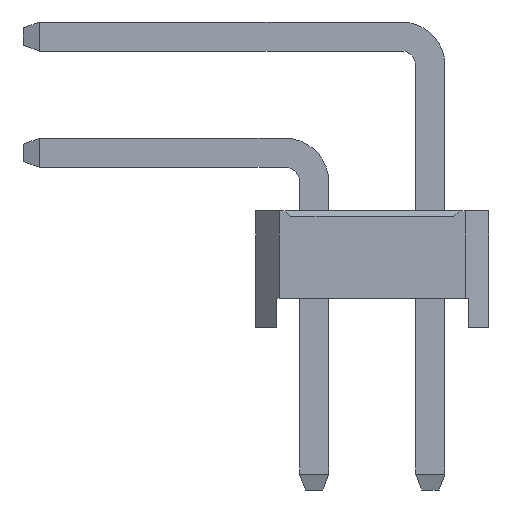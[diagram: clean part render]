
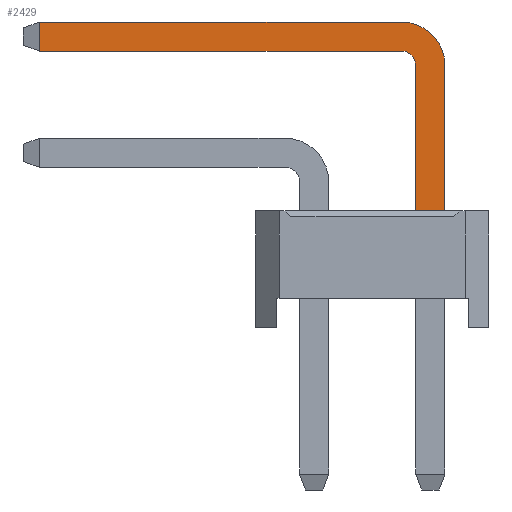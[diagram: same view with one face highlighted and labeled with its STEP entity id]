
A CAD part, left-side view. The second image highlights one B-rep face of the part: STEP entity #2429.
In plain terms, the highlighted planar face has unit normal (-1, 0, 0).
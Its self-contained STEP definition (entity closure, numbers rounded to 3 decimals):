
#2429=ADVANCED_FACE('',(#10465),#10467,.T.);
#10465=FACE_BOUND('',#10466,.T.);
#10466=EDGE_LOOP('',(#16971,#16972,#16973,#16974,#16975,#16976,#16977,#16978));
#10467=PLANE('',#10468);
#10468=AXIS2_PLACEMENT_3D('',#10469,#10470,#10471);
#10469=CARTESIAN_POINT('',(-0.25,-1.75,-2.8));
#10470=DIRECTION('',(-1.,0.,0.));
#10471=DIRECTION('',(0.,-1.,0.));
#16971=ORIENTED_EDGE('',*,*,#20974,.F.);
#16972=ORIENTED_EDGE('',*,*,#20975,.F.);
#16973=ORIENTED_EDGE('',*,*,#20976,.F.);
#16974=ORIENTED_EDGE('',*,*,#20977,.F.);
#16975=ORIENTED_EDGE('',*,*,#19965,.T.);
#16976=ORIENTED_EDGE('',*,*,#20973,.T.);
#16977=ORIENTED_EDGE('',*,*,#20978,.T.);
#16978=ORIENTED_EDGE('',*,*,#20979,.T.);
#19965=EDGE_CURVE('',#22473,#22471,#22474,.T.);
#20973=EDGE_CURVE('',#22471,#24201,#24203,.T.);
#20974=EDGE_CURVE('',#24204,#24205,#24206,.T.);
#20975=EDGE_CURVE('',#24207,#24204,#24208,.T.);
#20976=EDGE_CURVE('',#24209,#24207,#24210,.T.);
#20977=EDGE_CURVE('',#22473,#24209,#24211,.T.);
#20978=EDGE_CURVE('',#24201,#24212,#24213,.T.);
#20979=EDGE_CURVE('',#24212,#24205,#24214,.T.);
#22471=VERTEX_POINT('',#26630);
#22473=VERTEX_POINT('',#26634);
#22474=LINE('',#26635,#26636);
#24201=VERTEX_POINT('',#30442);
#24203=LINE('',#30446,#30447);
#24204=VERTEX_POINT('',#30449);
#24205=VERTEX_POINT('',#30450);
#24206=LINE('',#30451,#30452);
#24207=VERTEX_POINT('',#30454);
#24208=LINE('',#30455,#30456);
#24209=VERTEX_POINT('',#30458);
#24210=CIRCLE('',#30459,0.25);
#24211=LINE('',#30463,#30464);
#24212=VERTEX_POINT('',#30466);
#24213=CIRCLE('',#30467,0.75);
#24214=LINE('',#30471,#30472);
#26630=CARTESIAN_POINT('',(-0.25,-2.25,2.));
#26634=CARTESIAN_POINT('',(-0.25,-1.75,2.));
#26635=CARTESIAN_POINT('',(-0.25,-1.75,2.));
#26636=VECTOR('',#26637,1.);
#26637=DIRECTION('',(0.,-1.,0.));
#30442=CARTESIAN_POINT('',(-0.25,-2.25,4.5));
#30446=CARTESIAN_POINT('',(-0.25,-2.25,2.));
#30447=VECTOR('',#30448,1.);
#30448=DIRECTION('',(0.,0.,1.));
#30449=CARTESIAN_POINT('',(-0.25,4.725,4.75));
#30450=CARTESIAN_POINT('',(-0.25,4.725,5.25));
#30451=CARTESIAN_POINT('',(-0.25,4.725,4.75));
#30452=VECTOR('',#30453,1.);
#30453=DIRECTION('',(0.,0.,1.));
#30454=CARTESIAN_POINT('',(-0.25,-1.5,4.75));
#30455=CARTESIAN_POINT('',(-0.25,-1.5,4.75));
#30456=VECTOR('',#30457,1.);
#30457=DIRECTION('',(0.,1.,0.));
#30458=CARTESIAN_POINT('',(-0.25,-1.75,4.5));
#30459=AXIS2_PLACEMENT_3D('',#30460,#30461,#30462);
#30460=CARTESIAN_POINT('',(-0.25,-1.5,4.5));
#30461=DIRECTION('',(-1.,-0.,0.));
#30462=DIRECTION('',(0.,-1.,0.));
#30463=CARTESIAN_POINT('',(-0.25,-1.75,2.));
#30464=VECTOR('',#30465,1.);
#30465=DIRECTION('',(0.,0.,1.));
#30466=CARTESIAN_POINT('',(-0.25,-1.5,5.25));
#30467=AXIS2_PLACEMENT_3D('',#30468,#30469,#30470);
#30468=CARTESIAN_POINT('',(-0.25,-1.5,4.5));
#30469=DIRECTION('',(-1.,-0.,0.));
#30470=DIRECTION('',(0.,-1.,0.));
#30471=CARTESIAN_POINT('',(-0.25,-1.5,5.25));
#30472=VECTOR('',#30473,1.);
#30473=DIRECTION('',(0.,1.,0.));
